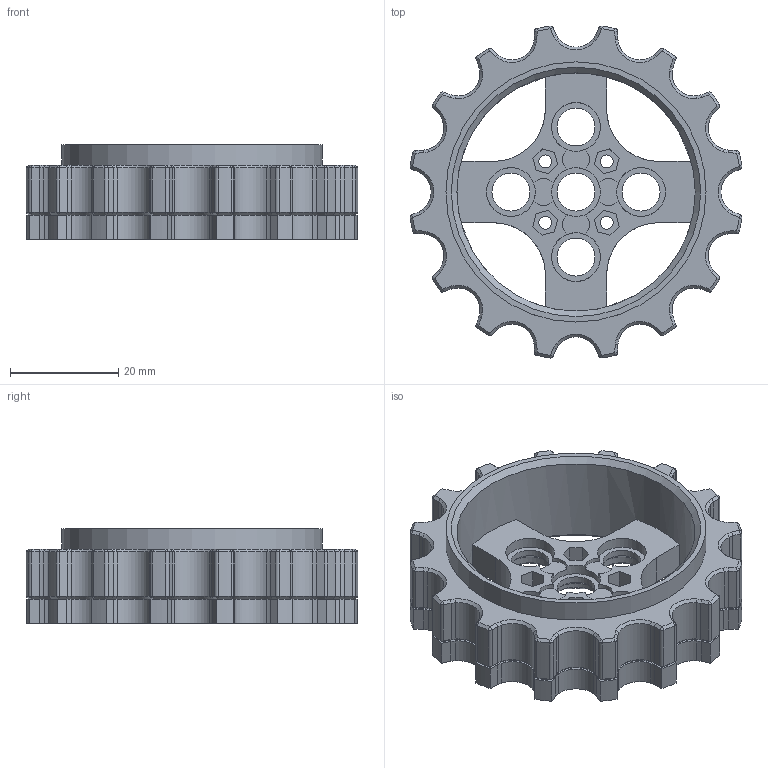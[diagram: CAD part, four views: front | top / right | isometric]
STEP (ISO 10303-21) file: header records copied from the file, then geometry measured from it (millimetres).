
FILE_DESCRIPTION(/* description */ ('STEP AP242','CAx-IF Rec.Pracs.---Representation and Presentation of Product Manufacturing Information (PMI)---4.0---2014-10-13','CAx-IF Rec.Pracs.---3D Tessellated Geometry---0.4---2014-09-14','2;1'),/* implementation_level */ '2;1');
FILE_NAME(/* name */ '644ba8f239710662e8d38fd5',/* time_stamp */ '2023-04-28T11:07:32+00:00',/* author */ (''),/* organization */ (''),/* preprocessor_version */ 'ST-DEVELOPER v18.102',/* originating_system */ ' ',/* authorisation */ ' ');
FILE_SCHEMA (('AP242_MANAGED_MODEL_BASED_3D_ENGINEERING_MIM_LF { 1 0 10303 442 1 1 4 }'));
Length unit declared in the file: metre
Products named in the file (1): P30_ISP_A001_3D
Bounding box: 61.25 x 61.25 x 17.5 mm (x, y, z)
Surface area: 13047.7 mm2 (no closed solid volume)
Topology: 0 solids, 1 shells, 723 faces, 1854 edges, 1139 vertices
Faces by surface type: cylinder 263, plane 229, cone 223, bspline 8
Full cylindrical faces by diameter (mm): 2.4 x4, 7 x5, 9 x10, 44 x1, 48 x2
Entity records: 22040 total; most frequent: CARTESIAN_POINT 4455, DIRECTION 3862, ORIENTED_EDGE 3592, EDGE_CURVE 1796, AXIS2_PLACEMENT_3D 1485, VERTEX_POINT 1116, LINE 892, VECTOR 892
